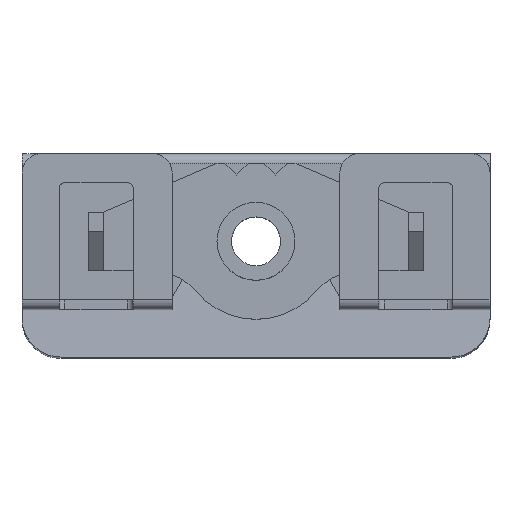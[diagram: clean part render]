
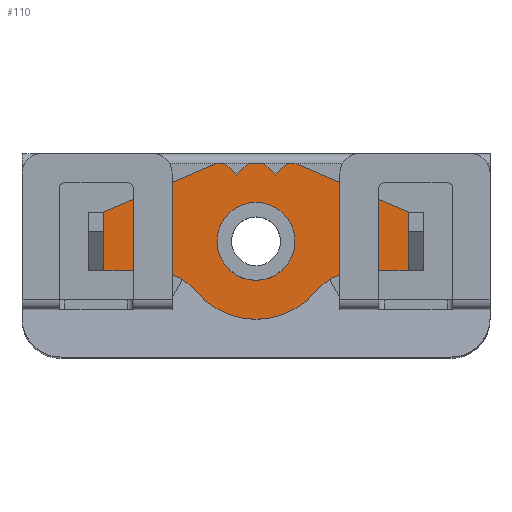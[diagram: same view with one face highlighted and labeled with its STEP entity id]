
A CAD part, top view. The second image highlights one B-rep face of the part: STEP entity #110.
In plain terms, the highlighted planar face has unit normal (0, 0, 1).
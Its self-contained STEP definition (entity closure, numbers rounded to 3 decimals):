
#12 = LINE ( 'NONE', #1350, #1054 ) ;
#58 = DIRECTION ( 'NONE',  ( -1., 0., 0. ) ) ;
#72 = CIRCLE ( 'NONE', #2439, 4. ) ;
#110 = ADVANCED_FACE ( 'NONE', ( #124, #333 ), #2679, .F. ) ;
#124 = FACE_OUTER_BOUND ( 'NONE', #2739, .T. ) ;
#126 = VERTEX_POINT ( 'NONE', #2355 ) ;
#159 = CARTESIAN_POINT ( 'NONE',  ( -7.8, 1.5, 0.8 ) ) ;
#191 = VERTEX_POINT ( 'NONE', #2757 ) ;
#203 = VERTEX_POINT ( 'NONE', #2767 ) ;
#245 = VERTEX_POINT ( 'NONE', #3787 ) ;
#333 = FACE_BOUND ( 'NONE', #2716, .T. ) ;
#381 = AXIS2_PLACEMENT_3D ( 'NONE', #689, #730, #3407 ) ;
#391 = LINE ( 'NONE', #1302, #2119 ) ;
#408 = ORIENTED_EDGE ( 'NONE', *, *, #1748, .T. ) ;
#447 = ORIENTED_EDGE ( 'NONE', *, *, #2594, .T. ) ;
#455 = ORIENTED_EDGE ( 'NONE', *, *, #4091, .T. ) ;
#470 = DIRECTION ( 'NONE',  ( 0., 0., 1. ) ) ;
#529 = ORIENTED_EDGE ( 'NONE', *, *, #2295, .T. ) ;
#551 = LINE ( 'NONE', #3880, #2230 ) ;
#557 = VECTOR ( 'NONE', #2216, 1000. ) ;
#569 = CARTESIAN_POINT ( 'NONE',  ( 5.362, -4.5, 0.8 ) ) ;
#604 = VERTEX_POINT ( 'NONE', #3338 ) ;
#673 = DIRECTION ( 'NONE',  ( -1., 0., 0. ) ) ;
#674 = ORIENTED_EDGE ( 'NONE', *, *, #2717, .F. ) ;
#689 = CARTESIAN_POINT ( 'NONE',  ( 5.362, -4.5, 0.8 ) ) ;
#698 = ORIENTED_EDGE ( 'NONE', *, *, #1666, .F. ) ;
#730 = DIRECTION ( 'NONE',  ( 0., 0., -1. ) ) ;
#748 = ORIENTED_EDGE ( 'NONE', *, *, #4152, .T. ) ;
#764 = CARTESIAN_POINT ( 'NONE',  ( -2., 4., 0.8 ) ) ;
#782 = LINE ( 'NONE', #823, #4242 ) ;
#793 = DIRECTION ( 'NONE',  ( 0., -1., 0. ) ) ;
#823 = CARTESIAN_POINT ( 'NONE',  ( 1., 3.4, 0.8 ) ) ;
#833 = VERTEX_POINT ( 'NONE', #4231 ) ;
#839 = CARTESIAN_POINT ( 'NONE',  ( 7.8, -1.5, 0.8 ) ) ;
#927 = LINE ( 'NONE', #3497, #1074 ) ;
#929 = VERTEX_POINT ( 'NONE', #1356 ) ;
#976 = DIRECTION ( 'NONE',  ( 1., 0., 0. ) ) ;
#979 = EDGE_CURVE ( 'NONE', #203, #1959, #1584, .T. ) ;
#986 = DIRECTION ( 'NONE',  ( -1., 0., 0. ) ) ;
#1022 = DIRECTION ( 'NONE',  ( -0.918, 0.396, 0. ) ) ;
#1054 = VECTOR ( 'NONE', #1022, 1000. ) ;
#1074 = VECTOR ( 'NONE', #1802, 1000. ) ;
#1083 = AXIS2_PLACEMENT_3D ( 'NONE', #3392, #1729, #2024 ) ;
#1302 = CARTESIAN_POINT ( 'NONE',  ( -2., 4., 0.8 ) ) ;
#1342 = VECTOR ( 'NONE', #2005, 1000. ) ;
#1346 = DIRECTION ( 'NONE',  ( 0., 0., -1. ) ) ;
#1347 = VECTOR ( 'NONE', #793, 1000. ) ;
#1350 = CARTESIAN_POINT ( 'NONE',  ( 2., 4., 0.8 ) ) ;
#1356 = CARTESIAN_POINT ( 'NONE',  ( 1.6, 4., 0.8 ) ) ;
#1423 = CARTESIAN_POINT ( 'NONE',  ( 0., 0., 0.8 ) ) ;
#1424 = CARTESIAN_POINT ( 'NONE',  ( -2., 4., 0.8 ) ) ;
#1469 = VECTOR ( 'NONE', #3618, 1000. ) ;
#1473 = ORIENTED_EDGE ( 'NONE', *, *, #3238, .F. ) ;
#1516 = DIRECTION ( 'NONE',  ( -1., 0., 0. ) ) ;
#1545 = ORIENTED_EDGE ( 'NONE', *, *, #2512, .F. ) ;
#1584 = LINE ( 'NONE', #1424, #2168 ) ;
#1600 = AXIS2_PLACEMENT_3D ( 'NONE', #2798, #470, #1516 ) ;
#1666 = EDGE_CURVE ( 'NONE', #604, #929, #2472, .T. ) ;
#1729 = DIRECTION ( 'NONE',  ( 0., 0., -1. ) ) ;
#1745 = VECTOR ( 'NONE', #1766, 1000. ) ;
#1748 = EDGE_CURVE ( 'NONE', #3232, #2331, #3976, .T. ) ;
#1766 = DIRECTION ( 'NONE',  ( -0.918, -0.396, 0. ) ) ;
#1801 = ORIENTED_EDGE ( 'NONE', *, *, #3036, .T. ) ;
#1802 = DIRECTION ( 'NONE',  ( 0.707, -0.707, 0. ) ) ;
#1812 = DIRECTION ( 'NONE',  ( -1., 0., 0. ) ) ;
#1825 = ORIENTED_EDGE ( 'NONE', *, *, #2606, .F. ) ;
#1874 = DIRECTION ( 'NONE',  ( 0.707, 0.707, 0. ) ) ;
#1902 = CIRCLE ( 'NONE', #3394, 2. ) ;
#1916 = ORIENTED_EDGE ( 'NONE', *, *, #3379, .T. ) ;
#1954 = ORIENTED_EDGE ( 'NONE', *, *, #2495, .F. ) ;
#1959 = VERTEX_POINT ( 'NONE', #4037 ) ;
#2005 = DIRECTION ( 'NONE',  ( 0., 1., 0. ) ) ;
#2024 = DIRECTION ( 'NONE',  ( 1., 0., 0. ) ) ;
#2043 = EDGE_CURVE ( 'NONE', #245, #2525, #3332, .T. ) ;
#2094 = DIRECTION ( 'NONE',  ( 1., 0., 0. ) ) ;
#2119 = VECTOR ( 'NONE', #1812, 1000. ) ;
#2168 = VECTOR ( 'NONE', #58, 1000. ) ;
#2216 = DIRECTION ( 'NONE',  ( -1., 0., 0. ) ) ;
#2227 = AXIS2_PLACEMENT_3D ( 'NONE', #569, #1346, #986 ) ;
#2230 = VECTOR ( 'NONE', #1874, 1000. ) ;
#2269 = CARTESIAN_POINT ( 'NONE',  ( 5.362, -1.5, 0.8 ) ) ;
#2295 = EDGE_CURVE ( 'NONE', #2543, #2525, #2920, .T. ) ;
#2306 = CARTESIAN_POINT ( 'NONE',  ( -2., 4., 0.8 ) ) ;
#2325 = VECTOR ( 'NONE', #976, 1000. ) ;
#2331 = VERTEX_POINT ( 'NONE', #4285 ) ;
#2339 = LINE ( 'NONE', #159, #1342 ) ;
#2355 = CARTESIAN_POINT ( 'NONE',  ( -3.064, -2.571, 0.8 ) ) ;
#2396 = ORIENTED_EDGE ( 'NONE', *, *, #979, .T. ) ;
#2434 = VERTEX_POINT ( 'NONE', #4069 ) ;
#2439 = AXIS2_PLACEMENT_3D ( 'NONE', #1423, #2476, #2094 ) ;
#2472 = LINE ( 'NONE', #2923, #1469 ) ;
#2476 = DIRECTION ( 'NONE',  ( 0., 0., 1. ) ) ;
#2485 = CARTESIAN_POINT ( 'NONE',  ( 7.8, -1.5, 0.8 ) ) ;
#2490 = CIRCLE ( 'NONE', #2227, 3. ) ;
#2495 = EDGE_CURVE ( 'NONE', #833, #3854, #4295, .T. ) ;
#2512 = EDGE_CURVE ( 'NONE', #203, #604, #782, .T. ) ;
#2525 = VERTEX_POINT ( 'NONE', #839 ) ;
#2543 = VERTEX_POINT ( 'NONE', #2269 ) ;
#2566 = EDGE_CURVE ( 'NONE', #245, #2434, #12, .T. ) ;
#2576 = VERTEX_POINT ( 'NONE', #3361 ) ;
#2594 = EDGE_CURVE ( 'NONE', #3143, #2543, #2490, .T. ) ;
#2606 = EDGE_CURVE ( 'NONE', #3854, #833, #1902, .T. ) ;
#2631 = VERTEX_POINT ( 'NONE', #4328 ) ;
#2635 = VERTEX_POINT ( 'NONE', #2306 ) ;
#2679 = PLANE ( 'NONE',  #381 ) ;
#2716 = EDGE_LOOP ( 'NONE', ( #1954, #1825 ) ) ;
#2717 = EDGE_CURVE ( 'NONE', #2631, #2576, #927, .T. ) ;
#2739 = EDGE_LOOP ( 'NONE', ( #2396, #3644, #674, #2828, #455, #1473, #408, #748, #1916, #447, #529, #4067, #2845, #1801, #698, #1545 ) ) ;
#2757 = CARTESIAN_POINT ( 'NONE',  ( -7.8, 1.5, 0.8 ) ) ;
#2767 = CARTESIAN_POINT ( 'NONE',  ( 0.4, 4., 0.8 ) ) ;
#2768 = CARTESIAN_POINT ( 'NONE',  ( -7.8, 1.5, 0.8 ) ) ;
#2798 = CARTESIAN_POINT ( 'NONE',  ( 0., 0., 0.8 ) ) ;
#2824 = CARTESIAN_POINT ( 'NONE',  ( 2., 0., 0.8 ) ) ;
#2828 = ORIENTED_EDGE ( 'NONE', *, *, #3040, .T. ) ;
#2845 = ORIENTED_EDGE ( 'NONE', *, *, #2566, .T. ) ;
#2920 = LINE ( 'NONE', #3045, #3287 ) ;
#2923 = CARTESIAN_POINT ( 'NONE',  ( 1.6, 4., 0.8 ) ) ;
#2965 = DIRECTION ( 'NONE',  ( 0., 0., 1. ) ) ;
#3008 = LINE ( 'NONE', #764, #557 ) ;
#3036 = EDGE_CURVE ( 'NONE', #2434, #929, #3008, .T. ) ;
#3040 = EDGE_CURVE ( 'NONE', #2631, #2635, #391, .T. ) ;
#3045 = CARTESIAN_POINT ( 'NONE',  ( 8.6, -1.5, 0.8 ) ) ;
#3143 = VERTEX_POINT ( 'NONE', #4290 ) ;
#3232 = VERTEX_POINT ( 'NONE', #4349 ) ;
#3238 = EDGE_CURVE ( 'NONE', #3232, #191, #2339, .T. ) ;
#3287 = VECTOR ( 'NONE', #3596, 1000. ) ;
#3332 = LINE ( 'NONE', #2485, #1347 ) ;
#3338 = CARTESIAN_POINT ( 'NONE',  ( 1., 3.4, 0.8 ) ) ;
#3346 = CARTESIAN_POINT ( 'NONE',  ( -5.362, -1.5, 0.8 ) ) ;
#3361 = CARTESIAN_POINT ( 'NONE',  ( -1., 3.4, 0.8 ) ) ;
#3379 = EDGE_CURVE ( 'NONE', #126, #3143, #72, .T. ) ;
#3392 = CARTESIAN_POINT ( 'NONE',  ( -5.362, -4.5, 0.8 ) ) ;
#3394 = AXIS2_PLACEMENT_3D ( 'NONE', #4342, #2965, #673 ) ;
#3407 = DIRECTION ( 'NONE',  ( -1., 0., 0. ) ) ;
#3497 = CARTESIAN_POINT ( 'NONE',  ( -1.6, 4., 0.8 ) ) ;
#3529 = CIRCLE ( 'NONE', #1083, 3. ) ;
#3544 = EDGE_CURVE ( 'NONE', #2576, #1959, #551, .T. ) ;
#3596 = DIRECTION ( 'NONE',  ( 1., 0., 0. ) ) ;
#3618 = DIRECTION ( 'NONE',  ( 0.707, 0.707, 0. ) ) ;
#3644 = ORIENTED_EDGE ( 'NONE', *, *, #3544, .F. ) ;
#3787 = CARTESIAN_POINT ( 'NONE',  ( 7.8, 1.5, 0.8 ) ) ;
#3854 = VERTEX_POINT ( 'NONE', #2824 ) ;
#3880 = CARTESIAN_POINT ( 'NONE',  ( -1., 3.4, 0.8 ) ) ;
#3976 = LINE ( 'NONE', #3346, #2325 ) ;
#4037 = CARTESIAN_POINT ( 'NONE',  ( -0.4, 4., 0.8 ) ) ;
#4067 = ORIENTED_EDGE ( 'NONE', *, *, #2043, .F. ) ;
#4069 = CARTESIAN_POINT ( 'NONE',  ( 2., 4., 0.8 ) ) ;
#4091 = EDGE_CURVE ( 'NONE', #2635, #191, #4258, .T. ) ;
#4134 = DIRECTION ( 'NONE',  ( 0.707, -0.707, 0. ) ) ;
#4152 = EDGE_CURVE ( 'NONE', #2331, #126, #3529, .T. ) ;
#4231 = CARTESIAN_POINT ( 'NONE',  ( -2., 0., 0.8 ) ) ;
#4242 = VECTOR ( 'NONE', #4134, 1000. ) ;
#4258 = LINE ( 'NONE', #2768, #1745 ) ;
#4285 = CARTESIAN_POINT ( 'NONE',  ( -5.362, -1.5, 0.8 ) ) ;
#4290 = CARTESIAN_POINT ( 'NONE',  ( 3.064, -2.571, 0.8 ) ) ;
#4295 = CIRCLE ( 'NONE', #1600, 2. ) ;
#4328 = CARTESIAN_POINT ( 'NONE',  ( -1.6, 4., 0.8 ) ) ;
#4342 = CARTESIAN_POINT ( 'NONE',  ( 0., 0., 0.8 ) ) ;
#4349 = CARTESIAN_POINT ( 'NONE',  ( -7.8, -1.5, 0.8 ) ) ;
